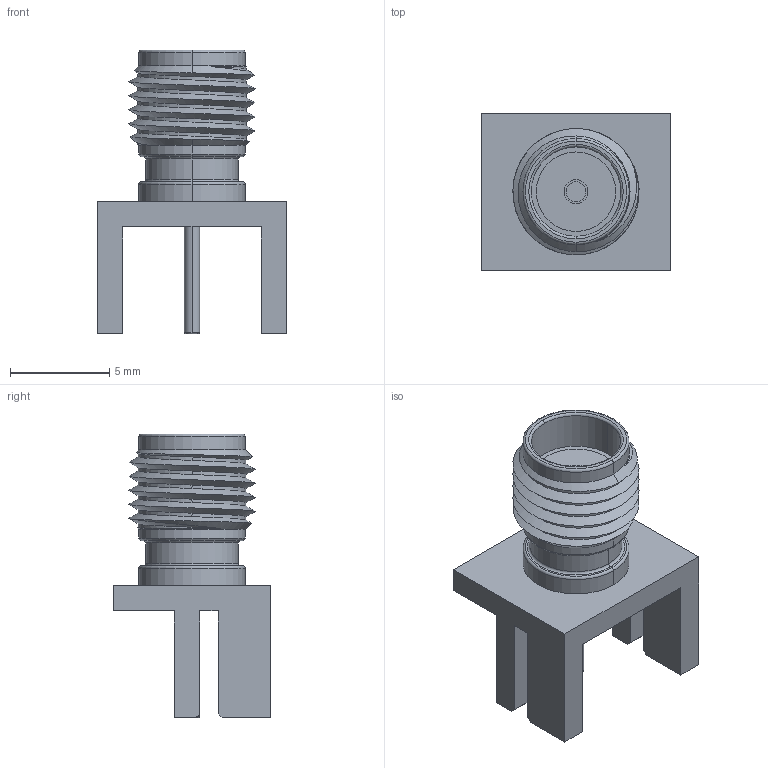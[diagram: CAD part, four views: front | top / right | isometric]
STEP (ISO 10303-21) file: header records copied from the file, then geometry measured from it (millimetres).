
FILE_DESCRIPTION (( 'STEP AP214' ), '1' );
FILE_NAME ('Amphenol 132415.STEP', '2019-02-20T01:02:38', ( '' ), ( '' ), 'SwSTEP 2.0', 'SolidWorks 2018', '' );
FILE_SCHEMA (( 'AUTOMOTIVE_DESIGN' ));
Length unit declared in the file: millimetre
Products named in the file (1): Amphenol 132415
Bounding box: 9.52 x 7.92 x 14.27 mm (x, y, z)
Volume: 280.2 mm3; surface area: 607.3 mm2
Topology: 2 solids, 2 shells, 116 faces, 275 edges, 172 vertices
Faces by surface type: cylinder 55, plane 36, torus 18, cone 4, bspline 3
Entity records: 4250 total; most frequent: CARTESIAN_POINT 1567, ORIENTED_EDGE 550, DIRECTION 533, EDGE_CURVE 275, AXIS2_PLACEMENT_3D 204, VERTEX_POINT 172, EDGE_LOOP 127, LINE 125
